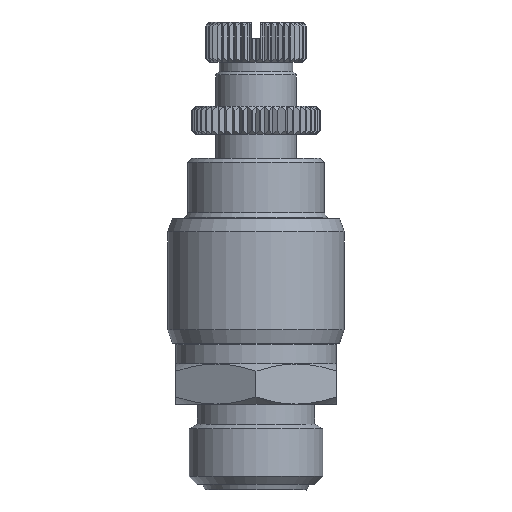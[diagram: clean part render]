
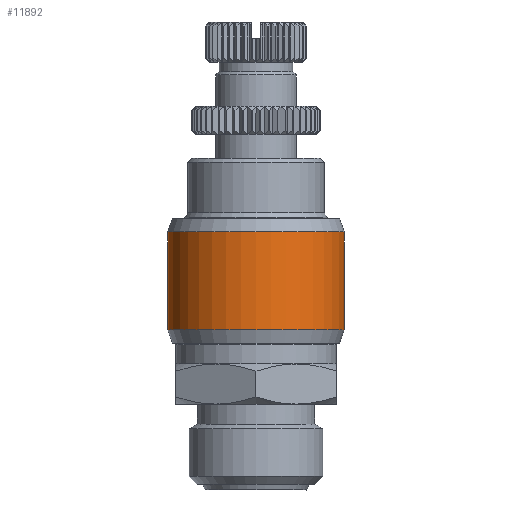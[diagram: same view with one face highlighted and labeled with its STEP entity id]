
A CAD part, left-side view. The second image highlights one B-rep face of the part: STEP entity #11892.
In plain terms, the highlighted cylindrical face has radius 11 mm (diameter 22 mm), a partial arc.
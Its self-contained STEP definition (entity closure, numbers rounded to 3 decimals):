
#30 = EDGE_CURVE ( 'NONE', #16355, #9615, #21750, .T. ) ;
#56 = EDGE_CURVE ( 'NONE', #14365, #9615, #1009, .T. ) ;
#1009 = CIRCLE ( 'NONE', #13764, 11. ) ;
#1171 = ORIENTED_EDGE ( 'NONE', *, *, #16977, .T. ) ;
#4572 = AXIS2_PLACEMENT_3D ( 'NONE', #9994, #15813, #17750 ) ;
#4755 = FACE_OUTER_BOUND ( 'NONE', #23321, .T. ) ;
#4879 = VECTOR ( 'NONE', #10145, 1000. ) ;
#5165 = DIRECTION ( 'NONE',  ( 0., 0., 1. ) ) ;
#5335 = DIRECTION ( 'NONE',  ( 0., 0., -1. ) ) ;
#5811 = CIRCLE ( 'NONE', #7639, 11. ) ;
#6041 = CARTESIAN_POINT ( 'NONE',  ( 3., 11., -0.05 ) ) ;
#7639 = AXIS2_PLACEMENT_3D ( 'NONE', #15174, #22960, #17347 ) ;
#8202 = EDGE_CURVE ( 'NONE', #10457, #14365, #18155, .T. ) ;
#8392 = CARTESIAN_POINT ( 'NONE',  ( 3., 11., -6.152 ) ) ;
#9615 = VERTEX_POINT ( 'NONE', #20952 ) ;
#9994 = CARTESIAN_POINT ( 'NONE',  ( 3., 0., -0.05 ) ) ;
#10145 = DIRECTION ( 'NONE',  ( 0., 0., 1. ) ) ;
#10457 = VERTEX_POINT ( 'NONE', #8392 ) ;
#10803 = CARTESIAN_POINT ( 'NONE',  ( 3., -11., -0.05 ) ) ;
#11158 = CARTESIAN_POINT ( 'NONE',  ( 3., -11., -6.152 ) ) ;
#11237 = CARTESIAN_POINT ( 'NONE',  ( 3., 0., 6.052 ) ) ;
#11828 = ORIENTED_EDGE ( 'NONE', *, *, #8202, .T. ) ;
#11892 = ADVANCED_FACE ( 'NONE', ( #4755 ), #23430, .T. ) ;
#13764 = AXIS2_PLACEMENT_3D ( 'NONE', #11237, #5335, #17040 ) ;
#14365 = VERTEX_POINT ( 'NONE', #17682 ) ;
#15174 = CARTESIAN_POINT ( 'NONE',  ( 3., 0., -6.152 ) ) ;
#15444 = ORIENTED_EDGE ( 'NONE', *, *, #56, .T. ) ;
#15813 = DIRECTION ( 'NONE',  ( 0., 0., 1. ) ) ;
#16355 = VERTEX_POINT ( 'NONE', #11158 ) ;
#16977 = EDGE_CURVE ( 'NONE', #16355, #10457, #5811, .T. ) ;
#17040 = DIRECTION ( 'NONE',  ( 0., -1., 0. ) ) ;
#17347 = DIRECTION ( 'NONE',  ( 0., -1., 0. ) ) ;
#17682 = CARTESIAN_POINT ( 'NONE',  ( 3., 11., 6.052 ) ) ;
#17750 = DIRECTION ( 'NONE',  ( 0., -1., 0. ) ) ;
#18155 = LINE ( 'NONE', #6041, #4879 ) ;
#20952 = CARTESIAN_POINT ( 'NONE',  ( 3., -11., 6.052 ) ) ;
#21750 = LINE ( 'NONE', #10803, #22331 ) ;
#22331 = VECTOR ( 'NONE', #5165, 1000. ) ;
#22960 = DIRECTION ( 'NONE',  ( 0., 0., 1. ) ) ;
#23018 = ORIENTED_EDGE ( 'NONE', *, *, #30, .F. ) ;
#23321 = EDGE_LOOP ( 'NONE', ( #1171, #11828, #15444, #23018 ) ) ;
#23430 = CYLINDRICAL_SURFACE ( 'NONE', #4572, 11. ) ;
